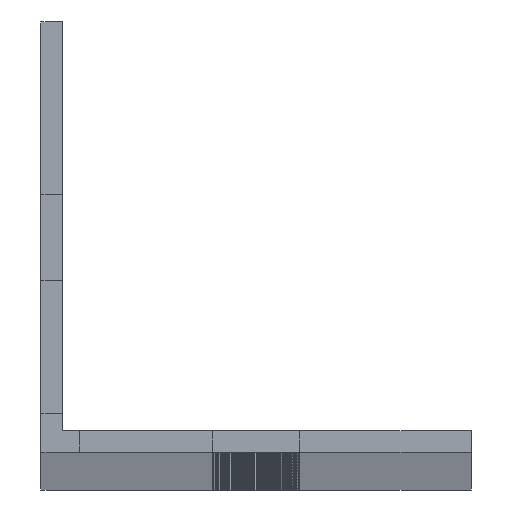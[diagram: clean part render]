
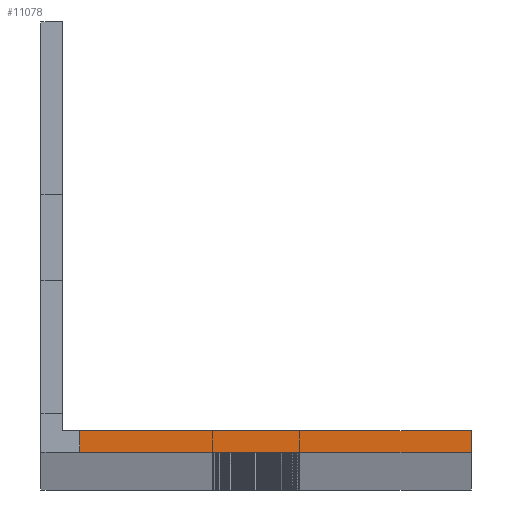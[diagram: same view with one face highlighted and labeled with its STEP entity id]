
A CAD part, top view. The second image highlights one B-rep face of the part: STEP entity #11078.
In plain terms, the highlighted planar face has unit normal (0, 0, 1).
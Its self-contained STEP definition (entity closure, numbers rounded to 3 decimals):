
#1283=FACE_OUTER_BOUND('',#2051,.T.);
#2051=EDGE_LOOP('',(#9016,#9017,#9018,#9019));
#2314=LINE('',#15476,#3352);
#2577=LINE('',#16505,#3615);
#3086=LINE('',#18026,#4124);
#3090=LINE('',#18035,#4128);
#3352=VECTOR('',#12390,10.);
#3615=VECTOR('',#13161,10.);
#4124=VECTOR('',#14682,10.);
#4128=VECTOR('',#14694,10.);
#4389=VERTEX_POINT('',#15473);
#4390=VERTEX_POINT('',#15475);
#4899=VERTEX_POINT('',#16497);
#4902=VERTEX_POINT('',#16503);
#5418=EDGE_CURVE('',#4390,#4389,#2314,.T.);
#5933=EDGE_CURVE('',#4902,#4899,#2577,.T.);
#6694=EDGE_CURVE('',#4389,#4899,#3086,.T.);
#6698=EDGE_CURVE('',#4902,#4390,#3090,.T.);
#9016=ORIENTED_EDGE('',*,*,#6694,.T.);
#9017=ORIENTED_EDGE('',*,*,#5933,.F.);
#9018=ORIENTED_EDGE('',*,*,#6698,.T.);
#9019=ORIENTED_EDGE('',*,*,#5418,.T.);
#10171=PLANE('',#12121);
#11078=ADVANCED_FACE('',(#1283),#10171,.T.);
#12121=AXIS2_PLACEMENT_3D('',#18034,#14692,#14693);
#12390=DIRECTION('',(-1.,0.,0.));
#13161=DIRECTION('',(-1.,0.,0.));
#14682=DIRECTION('',(0.,-1.,0.));
#14692=DIRECTION('center_axis',(0.,0.,1.));
#14693=DIRECTION('ref_axis',(1.,0.,0.));
#14694=DIRECTION('',(0.,1.,0.));
#15473=CARTESIAN_POINT('',(-45.5,2.5,0.));
#15475=CARTESIAN_POINT('',(0.,2.5,0.));
#15476=CARTESIAN_POINT('',(0.,2.5,0.));
#16497=CARTESIAN_POINT('',(-45.5,0.,0.));
#16503=CARTESIAN_POINT('',(0.,0.,0.));
#16505=CARTESIAN_POINT('',(0.,0.,0.));
#18026=CARTESIAN_POINT('',(-45.5,1.25,0.));
#18034=CARTESIAN_POINT('Origin',(-50.,4.5,0.));
#18035=CARTESIAN_POINT('',(0.,0.,0.));
